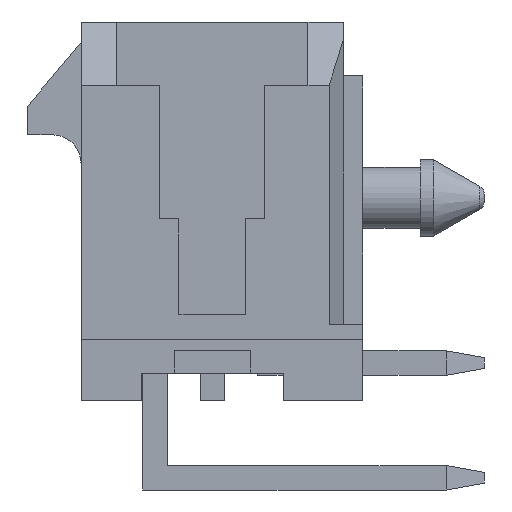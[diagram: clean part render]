
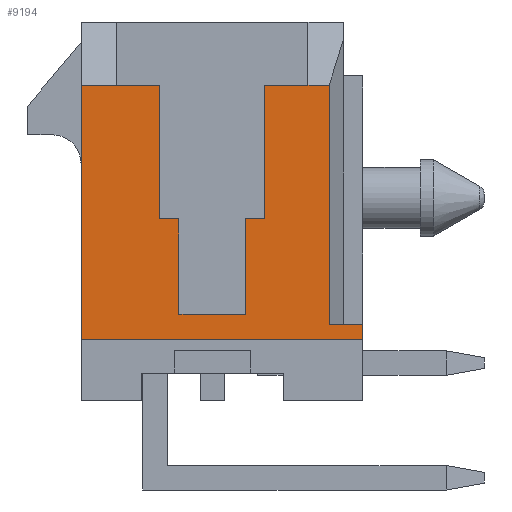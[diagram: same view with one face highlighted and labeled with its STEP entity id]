
A CAD part, left-side view. The second image highlights one B-rep face of the part: STEP entity #9194.
In plain terms, the highlighted planar face has unit normal (-1, 0, 0).
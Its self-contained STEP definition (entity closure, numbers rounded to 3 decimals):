
#1=DIRECTION('',(0.,0.,-1.));
#2=VECTOR('',#1,3.5);
#3=CARTESIAN_POINT('',(-13.825,-1.375,3.3));
#4=LINE('',#3,#2);
#5=DIRECTION('',(0.,1.,0.));
#6=VECTOR('',#5,1.125);
#7=CARTESIAN_POINT('',(-13.825,-2.5,3.3));
#8=LINE('',#7,#6);
#9=DIRECTION('',(0.,-1.,0.));
#10=VECTOR('',#9,0.555);
#11=CARTESIAN_POINT('',(-13.825,-2.5,3.3));
#12=LINE('',#11,#10);
#13=DIRECTION('',(0.,0.,-1.));
#14=VECTOR('',#13,6.26);
#15=CARTESIAN_POINT('',(-13.825,-3.055,3.3));
#16=LINE('',#15,#14);
#17=DIRECTION('',(0.,0.,-1.));
#18=VECTOR('',#17,0.4);
#19=CARTESIAN_POINT('',(-13.825,-3.935,-2.96));
#20=LINE('',#19,#18);
#21=DIRECTION('',(0.,1.,0.));
#22=VECTOR('',#21,7.37);
#23=CARTESIAN_POINT('',(-13.825,-3.935,-3.36));
#24=LINE('',#23,#22);
#25=DIRECTION('',(0.,0.,1.));
#26=VECTOR('',#25,6.66);
#27=CARTESIAN_POINT('',(-13.825,3.435,-3.36));
#28=LINE('',#27,#26);
#29=DIRECTION('',(0.,-1.,0.));
#30=VECTOR('',#29,0.935);
#31=CARTESIAN_POINT('',(-13.825,3.435,3.3));
#32=LINE('',#31,#30);
#33=DIRECTION('',(0.,1.,0.));
#34=VECTOR('',#33,1.125);
#35=CARTESIAN_POINT('',(-13.825,1.375,3.3));
#36=LINE('',#35,#34);
#37=DIRECTION('',(0.,0.,-1.));
#38=VECTOR('',#37,3.5);
#39=CARTESIAN_POINT('',(-13.825,1.375,3.3));
#40=LINE('',#39,#38);
#41=DIRECTION('',(0.,1.,0.));
#42=VECTOR('',#41,0.5);
#43=CARTESIAN_POINT('',(-13.825,0.875,-0.2));
#44=LINE('',#43,#42);
#45=DIRECTION('',(0.,0.,1.));
#46=VECTOR('',#45,2.5);
#47=CARTESIAN_POINT('',(-13.825,0.875,-2.7));
#48=LINE('',#47,#46);
#49=DIRECTION('',(0.,1.,0.));
#50=VECTOR('',#49,1.75);
#51=CARTESIAN_POINT('',(-13.825,-0.875,-2.7));
#52=LINE('',#51,#50);
#53=DIRECTION('',(0.,0.,-1.));
#54=VECTOR('',#53,2.5);
#55=CARTESIAN_POINT('',(-13.825,-0.875,-0.2));
#56=LINE('',#55,#54);
#57=DIRECTION('',(0.,1.,0.));
#58=VECTOR('',#57,0.5);
#59=CARTESIAN_POINT('',(-13.825,-1.375,-0.2));
#60=LINE('',#59,#58);
#6837=DIRECTION('',(0.,1.,0.));
#6838=VECTOR('',#6837,0.88);
#6839=CARTESIAN_POINT('',(-13.825,-3.935,-2.96));
#6840=LINE('',#6839,#6838);
#7006=CARTESIAN_POINT('',(-13.825,3.435,3.3));
#7008=VERTEX_POINT('',#7006);
#7051=CARTESIAN_POINT('',(-13.825,-3.935,-2.96));
#7052=CARTESIAN_POINT('',(-13.825,-3.055,-2.96));
#7053=VERTEX_POINT('',#7051);
#7054=VERTEX_POINT('',#7052);
#7059=CARTESIAN_POINT('',(-13.825,2.5,3.3));
#7060=VERTEX_POINT('',#7059);
#7061=CARTESIAN_POINT('',(-13.825,-2.5,3.3));
#7062=VERTEX_POINT('',#7061);
#7063=CARTESIAN_POINT('',(-13.825,-3.055,3.3));
#7064=VERTEX_POINT('',#7063);
#7303=CARTESIAN_POINT('',(-13.825,-1.375,3.3));
#7304=CARTESIAN_POINT('',(-13.825,-1.375,-0.2));
#7305=VERTEX_POINT('',#7303);
#7306=VERTEX_POINT('',#7304);
#7307=CARTESIAN_POINT('',(-13.825,-0.875,-0.2));
#7308=VERTEX_POINT('',#7307);
#7309=CARTESIAN_POINT('',(-13.825,-0.875,-2.7));
#7310=VERTEX_POINT('',#7309);
#7311=CARTESIAN_POINT('',(-13.825,0.875,-2.7));
#7312=VERTEX_POINT('',#7311);
#7313=CARTESIAN_POINT('',(-13.825,0.875,-0.2));
#7314=VERTEX_POINT('',#7313);
#7315=CARTESIAN_POINT('',(-13.825,1.375,-0.2));
#7316=VERTEX_POINT('',#7315);
#7317=CARTESIAN_POINT('',(-13.825,1.375,3.3));
#7318=VERTEX_POINT('',#7317);
#8113=CARTESIAN_POINT('',(-13.825,-3.935,-3.36));
#8114=CARTESIAN_POINT('',(-13.825,3.435,-3.36));
#8115=VERTEX_POINT('',#8113);
#8116=VERTEX_POINT('',#8114);
#9155=CARTESIAN_POINT('',(-13.825,0.,0.));
#9156=DIRECTION('',(1.,0.,0.));
#9157=DIRECTION('',(0.,0.,-1.));
#9158=AXIS2_PLACEMENT_3D('',#9155,#9156,#9157);
#9159=PLANE('',#9158);
#9161=ORIENTED_EDGE('',*,*,#9160,.F.);
#9163=ORIENTED_EDGE('',*,*,#9162,.F.);
#9165=ORIENTED_EDGE('',*,*,#9164,.T.);
#9167=ORIENTED_EDGE('',*,*,#9166,.T.);
#9169=ORIENTED_EDGE('',*,*,#9168,.F.);
#9171=ORIENTED_EDGE('',*,*,#9170,.T.);
#9173=ORIENTED_EDGE('',*,*,#9172,.T.);
#9175=ORIENTED_EDGE('',*,*,#9174,.T.);
#9177=ORIENTED_EDGE('',*,*,#9176,.T.);
#9179=ORIENTED_EDGE('',*,*,#9178,.F.);
#9181=ORIENTED_EDGE('',*,*,#9180,.T.);
#9183=ORIENTED_EDGE('',*,*,#9182,.F.);
#9185=ORIENTED_EDGE('',*,*,#9184,.F.);
#9187=ORIENTED_EDGE('',*,*,#9186,.F.);
#9189=ORIENTED_EDGE('',*,*,#9188,.F.);
#9191=ORIENTED_EDGE('',*,*,#9190,.F.);
#9192=EDGE_LOOP('',(#9161,#9163,#9165,#9167,#9169,#9171,#9173,#9175,#9177,#9179,
#9181,#9183,#9185,#9187,#9189,#9191));
#9193=FACE_OUTER_BOUND('',#9192,.F.);
#9194=ADVANCED_FACE('',(#9193),#9159,.F.);
#9160=EDGE_CURVE('',#7305,#7306,#4,.T.);
#9162=EDGE_CURVE('',#7062,#7305,#8,.T.);
#9164=EDGE_CURVE('',#7062,#7064,#12,.T.);
#9166=EDGE_CURVE('',#7064,#7054,#16,.T.);
#9168=EDGE_CURVE('',#7053,#7054,#6840,.T.);
#9170=EDGE_CURVE('',#7053,#8115,#20,.T.);
#9172=EDGE_CURVE('',#8115,#8116,#24,.T.);
#9174=EDGE_CURVE('',#8116,#7008,#28,.T.);
#9176=EDGE_CURVE('',#7008,#7060,#32,.T.);
#9178=EDGE_CURVE('',#7318,#7060,#36,.T.);
#9180=EDGE_CURVE('',#7318,#7316,#40,.T.);
#9182=EDGE_CURVE('',#7314,#7316,#44,.T.);
#9184=EDGE_CURVE('',#7312,#7314,#48,.T.);
#9186=EDGE_CURVE('',#7310,#7312,#52,.T.);
#9188=EDGE_CURVE('',#7308,#7310,#56,.T.);
#9190=EDGE_CURVE('',#7306,#7308,#60,.T.);
